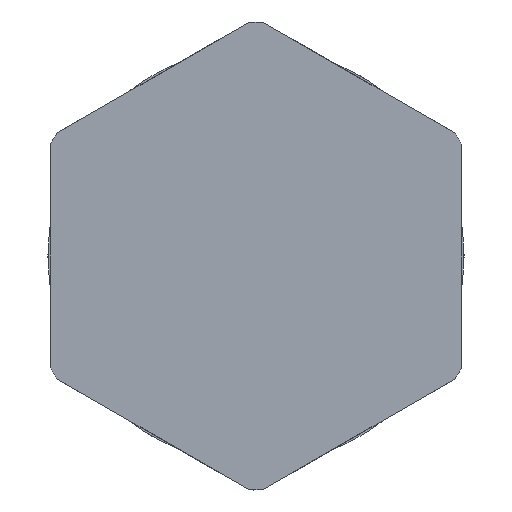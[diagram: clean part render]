
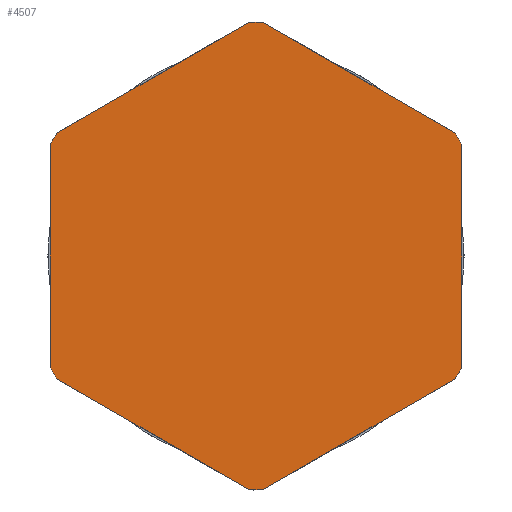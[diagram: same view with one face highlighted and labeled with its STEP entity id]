
A CAD part, left-side view. The second image highlights one B-rep face of the part: STEP entity #4507.
In plain terms, the highlighted planar face has unit normal (-1, 0, 0).
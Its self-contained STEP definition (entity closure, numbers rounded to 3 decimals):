
#2056=CARTESIAN_POINT('',(-7.,0.,0.));
#2057=DIRECTION('',(1.,0.,0.));
#2058=DIRECTION('',(0.,-0.029,-1.));
#2059=AXIS2_PLACEMENT_3D('',#2056,#2057,#2058);
#2061=CARTESIAN_POINT('',(-7.,0.,0.));
#2062=DIRECTION('',(1.,0.,0.));
#2063=DIRECTION('',(0.,0.,-1.));
#2064=AXIS2_PLACEMENT_3D('',#2061,#2062,#2063);
#2066=DIRECTION('',(0.,0.866,0.5));
#2067=VECTOR('',#2066,11.874);
#2068=CARTESIAN_POINT('',(-7.,0.358,-12.495));
#2069=LINE('1515',#2068,#2067);
#2070=CARTESIAN_POINT('',(-7.,0.,0.));
#2071=DIRECTION('',(1.,0.,0.));
#2072=DIRECTION('',(0.,0.851,-0.525));
#2073=AXIS2_PLACEMENT_3D('',#2070,#2071,#2072);
#2075=DIRECTION('',(0.,0.,1.));
#2076=VECTOR('',#2075,11.874);
#2077=CARTESIAN_POINT('',(-7.,11.,-5.937));
#2078=LINE('1513',#2077,#2076);
#2079=CARTESIAN_POINT('',(-7.,0.,0.));
#2080=DIRECTION('',(1.,0.,0.));
#2081=DIRECTION('',(0.,0.88,0.475));
#2082=AXIS2_PLACEMENT_3D('',#2079,#2080,#2081);
#2084=DIRECTION('',(0.,-0.866,0.5));
#2085=VECTOR('',#2084,11.874);
#2086=CARTESIAN_POINT('',(-7.,10.642,6.558));
#2087=LINE('1516',#2086,#2085);
#2088=CARTESIAN_POINT('',(-7.,0.,0.));
#2089=DIRECTION('',(1.,0.,0.));
#2090=DIRECTION('',(0.,0.029,1.));
#2091=AXIS2_PLACEMENT_3D('',#2088,#2089,#2090);
#2093=CARTESIAN_POINT('',(-7.,0.,0.));
#2094=DIRECTION('',(1.,0.,0.));
#2095=DIRECTION('',(0.,0.,1.));
#2096=AXIS2_PLACEMENT_3D('',#2093,#2094,#2095);
#2098=DIRECTION('',(0.,-0.866,-0.5));
#2099=VECTOR('',#2098,11.874);
#2100=CARTESIAN_POINT('',(-7.,-0.358,12.495));
#2101=LINE('1517',#2100,#2099);
#2102=CARTESIAN_POINT('',(-7.,0.,0.));
#2103=DIRECTION('',(1.,0.,0.));
#2104=DIRECTION('',(0.,-0.851,0.525));
#2105=AXIS2_PLACEMENT_3D('',#2102,#2103,#2104);
#2107=DIRECTION('',(0.,0.,-1.));
#2108=VECTOR('',#2107,11.874);
#2109=CARTESIAN_POINT('',(-7.,-11.,5.937));
#2110=LINE('1518',#2109,#2108);
#2111=CARTESIAN_POINT('',(-7.,0.,0.));
#2112=DIRECTION('',(1.,0.,0.));
#2113=DIRECTION('',(0.,-0.88,-0.475));
#2114=AXIS2_PLACEMENT_3D('',#2111,#2112,#2113);
#2116=DIRECTION('',(0.,0.866,-0.5));
#2117=VECTOR('',#2116,11.874);
#2118=CARTESIAN_POINT('',(-7.,-10.642,-6.558));
#2119=LINE('1519',#2118,#2117);
#2730=CARTESIAN_POINT('',(-7.,11.,-5.937));
#2731=VERTEX_POINT('',#2730);
#2732=CARTESIAN_POINT('',(-7.,10.642,-6.558));
#2733=VERTEX_POINT('',#2732);
#2734=CARTESIAN_POINT('',(-7.,10.642,6.558));
#2735=VERTEX_POINT('',#2734);
#2736=CARTESIAN_POINT('',(-7.,11.,5.937));
#2737=VERTEX_POINT('',#2736);
#2738=CARTESIAN_POINT('',(-7.,0.358,-12.495));
#2739=VERTEX_POINT('',#2738);
#2740=CARTESIAN_POINT('',(-7.,0.,-12.5));
#2741=VERTEX_POINT('',#2740);
#2742=CARTESIAN_POINT('',(-7.,-0.358,-12.495));
#2743=VERTEX_POINT('',#2742);
#2744=CARTESIAN_POINT('',(-7.,-10.642,-6.558));
#2745=VERTEX_POINT('',#2744);
#2746=CARTESIAN_POINT('',(-7.,-11.,-5.937));
#2747=VERTEX_POINT('',#2746);
#2748=CARTESIAN_POINT('',(-7.,-11.,5.937));
#2749=VERTEX_POINT('',#2748);
#2750=CARTESIAN_POINT('',(-7.,-10.642,6.558));
#2751=VERTEX_POINT('',#2750);
#2752=CARTESIAN_POINT('',(-7.,0.,12.5));
#2753=CARTESIAN_POINT('',(-7.,-0.358,12.495));
#2754=VERTEX_POINT('',#2752);
#2755=VERTEX_POINT('',#2753);
#2756=CARTESIAN_POINT('',(-7.,0.358,12.495));
#2757=VERTEX_POINT('',#2756);
#4481=CARTESIAN_POINT('',(-7.,0.,0.));
#4482=DIRECTION('',(-1.,0.,0.));
#4483=DIRECTION('',(0.,0.,1.));
#4484=AXIS2_PLACEMENT_3D('',#4481,#4482,#4483);
#4485=PLANE('1640',#4484);
#4486=ORIENTED_EDGE('1501',*,*,#4304,.T.);
#4487=ORIENTED_EDGE('1500',*,*,#4302,.T.);
#4488=ORIENTED_EDGE('1515',*,*,#4331,.T.);
#4489=ORIENTED_EDGE('1494',*,*,#4351,.T.);
#4490=ORIENTED_EDGE('1513',*,*,#4377,.T.);
#4491=ORIENTED_EDGE('1497',*,*,#4397,.T.);
#4493=ORIENTED_EDGE('1516',*,*,#4492,.T.);
#4495=ORIENTED_EDGE('1510',*,*,#4494,.T.);
#4497=ORIENTED_EDGE('1509',*,*,#4496,.T.);
#4499=ORIENTED_EDGE('1517',*,*,#4498,.T.);
#4501=ORIENTED_EDGE('1507',*,*,#4500,.T.);
#4502=ORIENTED_EDGE('1518',*,*,#4470,.T.);
#4503=ORIENTED_EDGE('1504',*,*,#4266,.T.);
#4504=ORIENTED_EDGE('1519',*,*,#4280,.T.);
#4505=EDGE_LOOP('1640',(#4486,#4487,#4488,#4489,#4490,#4491,#4493,#4495,#4497,
#4499,#4501,#4502,#4503,#4504));
#4506=FACE_OUTER_BOUND('1640',#4505,.F.);
#2060=CIRCLE('1501',#2059,12.5);
#2065=CIRCLE('1500',#2064,12.5);
#2074=CIRCLE('1494',#2073,12.5);
#2083=CIRCLE('1497',#2082,12.5);
#2092=CIRCLE('1510',#2091,12.5);
#2097=CIRCLE('1509',#2096,12.5);
#2106=CIRCLE('1507',#2105,12.5);
#2115=CIRCLE('1504',#2114,12.5);
#4266=EDGE_CURVE('1504',#2747,#2745,#2115,.T.);
#4280=EDGE_CURVE('1519',#2745,#2743,#2119,.T.);
#4302=EDGE_CURVE('1500',#2741,#2739,#2065,.T.);
#4304=EDGE_CURVE('1501',#2743,#2741,#2060,.T.);
#4331=EDGE_CURVE('1515',#2739,#2733,#2069,.T.);
#4351=EDGE_CURVE('1494',#2733,#2731,#2074,.T.);
#4377=EDGE_CURVE('1513',#2731,#2737,#2078,.T.);
#4397=EDGE_CURVE('1497',#2737,#2735,#2083,.T.);
#4470=EDGE_CURVE('1518',#2749,#2747,#2110,.T.);
#4492=EDGE_CURVE('1516',#2735,#2757,#2087,.T.);
#4494=EDGE_CURVE('1510',#2757,#2754,#2092,.T.);
#4496=EDGE_CURVE('1509',#2754,#2755,#2097,.T.);
#4498=EDGE_CURVE('1517',#2755,#2751,#2101,.T.);
#4500=EDGE_CURVE('1507',#2751,#2749,#2106,.T.);
#4507=ADVANCED_FACE('1640',(#4506),#4485,.T.);
